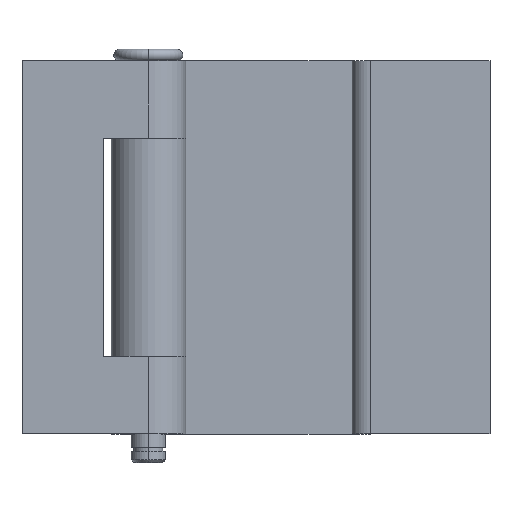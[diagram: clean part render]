
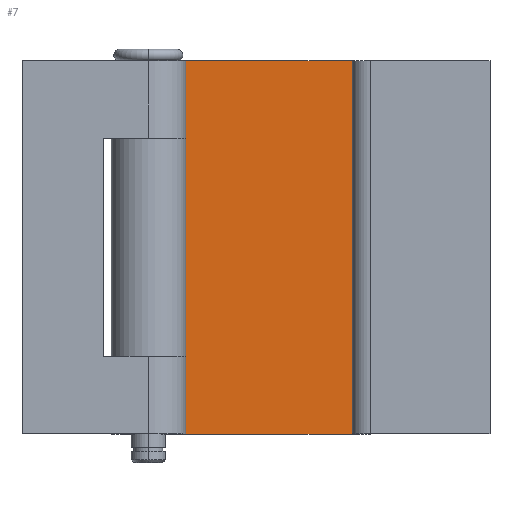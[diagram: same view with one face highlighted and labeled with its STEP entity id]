
A CAD part, top view. The second image highlights one B-rep face of the part: STEP entity #7.
In plain terms, the highlighted planar face has unit normal (0, 0, 1).
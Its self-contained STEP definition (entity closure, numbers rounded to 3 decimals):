
#1 = EDGE_LOOP ( 'NONE', ( #5, #6, #52, #53 ) ) ;
#4 = EDGE_CURVE ( 'NONE', #1718, #1944, #319, .T. ) ;
#5 = ORIENTED_EDGE ( 'NONE', *, *, #1980, .T. ) ;
#6 = ORIENTED_EDGE ( 'NONE', *, *, #4, .F. ) ;
#7 = ADVANCED_FACE ( 'NONE', ( #315 ), #314, .F. ) ;
#52 = ORIENTED_EDGE ( 'NONE', *, *, #287, .F. ) ;
#53 = ORIENTED_EDGE ( 'NONE', *, *, #66, .T. ) ;
#66 = EDGE_CURVE ( 'NONE', #1966, #1979, #365, .T. ) ;
#287 = EDGE_CURVE ( 'NONE', #1966, #1718, #723, .T. ) ;
#310 = DIRECTION ( 'NONE',  ( -1., 0., 0. ) ) ;
#311 = DIRECTION ( 'NONE',  ( 0., 0., -1. ) ) ;
#312 = CARTESIAN_POINT ( 'NONE',  ( 0., 32.5, -22.3 ) ) ;
#313 = AXIS2_PLACEMENT_3D ( 'NONE', #312, #311, #310 ) ;
#314 = PLANE ( 'NONE',  #313 ) ;
#315 = FACE_OUTER_BOUND ( 'NONE', #1, .T. ) ;
#316 = DIRECTION ( 'NONE',  ( 0., -1., 0. ) ) ;
#317 = VECTOR ( 'NONE', #316, 1000. ) ;
#318 = CARTESIAN_POINT ( 'NONE',  ( 35.5, 32.5, -22.3 ) ) ;
#319 = LINE ( 'NONE', #318, #317 ) ;
#362 = DIRECTION ( 'NONE',  ( 0., -1., 0. ) ) ;
#363 = VECTOR ( 'NONE', #362, 1000. ) ;
#364 = CARTESIAN_POINT ( 'NONE',  ( 0., 32.5, -22.3 ) ) ;
#365 = LINE ( 'NONE', #364, #363 ) ;
#720 = DIRECTION ( 'NONE',  ( 1., 0., 0. ) ) ;
#721 = VECTOR ( 'NONE', #720, 1000. ) ;
#722 = CARTESIAN_POINT ( 'NONE',  ( 0., 32.5, -22.3 ) ) ;
#723 = LINE ( 'NONE', #722, #721 ) ;
#805 = CARTESIAN_POINT ( 'NONE',  ( 35.5, 32.5, -22.3 ) ) ;
#1177 = CARTESIAN_POINT ( 'NONE',  ( 35.5, -32.5, -22.3 ) ) ;
#1199 = CARTESIAN_POINT ( 'NONE',  ( 0., 32.5, -22.3 ) ) ;
#1237 = DIRECTION ( 'NONE',  ( 1., 0., 0. ) ) ;
#1238 = VECTOR ( 'NONE', #1237, 1000. ) ;
#1239 = CARTESIAN_POINT ( 'NONE',  ( 0., -32.5, -22.3 ) ) ;
#1240 = LINE ( 'NONE', #1239, #1238 ) ;
#1241 = CARTESIAN_POINT ( 'NONE',  ( 0., -32.5, -22.3 ) ) ;
#1718 = VERTEX_POINT ( 'NONE', #805 ) ;
#1944 = VERTEX_POINT ( 'NONE', #1177 ) ;
#1966 = VERTEX_POINT ( 'NONE', #1199 ) ;
#1979 = VERTEX_POINT ( 'NONE', #1241 ) ;
#1980 = EDGE_CURVE ( 'NONE', #1979, #1944, #1240, .T. ) ;
